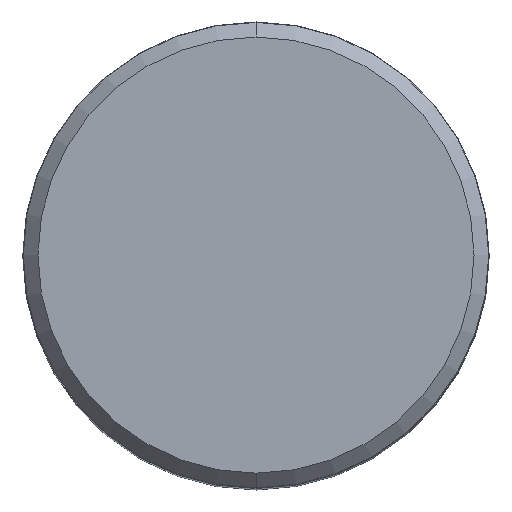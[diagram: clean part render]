
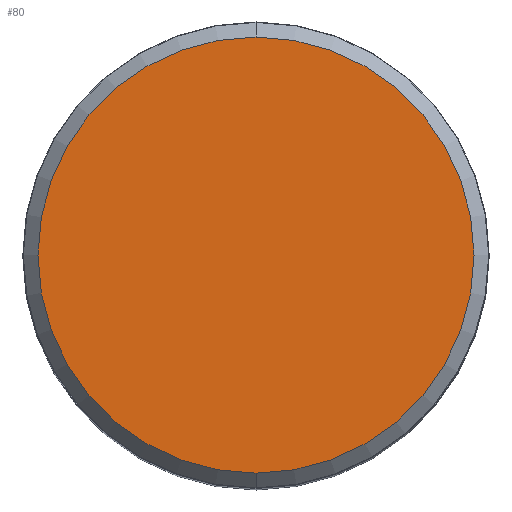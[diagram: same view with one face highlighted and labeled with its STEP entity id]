
A CAD part, top view. The second image highlights one B-rep face of the part: STEP entity #80.
In plain terms, the highlighted planar face has unit normal (0, 0, 1).
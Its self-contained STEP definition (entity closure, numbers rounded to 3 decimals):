
#60=PLANE('',#599);
#80=ADVANCED_FACE('',(#114),#60,.T.);
#114=FACE_OUTER_BOUND('',#145,.T.);
#145=EDGE_LOOP('',(#189,#190));
#189=ORIENTED_EDGE('',*,*,#334,.F.);
#190=ORIENTED_EDGE('',*,*,#335,.F.);
#298=VERTEX_POINT('',#913);
#299=VERTEX_POINT('',#914);
#334=EDGE_CURVE('',#298,#299,#397,.T.);
#335=EDGE_CURVE('',#299,#298,#398,.T.);
#397=CIRCLE('',#597,14.84);
#398=CIRCLE('',#598,14.84);
#597=AXIS2_PLACEMENT_3D('',#912,#703,#704);
#598=AXIS2_PLACEMENT_3D('',#915,#705,#706);
#599=AXIS2_PLACEMENT_3D('',#916,#707,#708);
#703=DIRECTION('',(0.,0.,-1.));
#704=DIRECTION('',(0.,1.,0.));
#705=DIRECTION('',(0.,0.,-1.));
#706=DIRECTION('',(0.,-1.,0.));
#707=DIRECTION('',(0.,0.,1.));
#708=DIRECTION('',(0.,-1.,0.));
#912=CARTESIAN_POINT('',(0.,0.,0.));
#913=CARTESIAN_POINT('',(0.,14.84,0.));
#914=CARTESIAN_POINT('',(0.,-14.84,0.));
#915=CARTESIAN_POINT('',(0.,0.,0.));
#916=CARTESIAN_POINT('',(0.,0.,0.));
